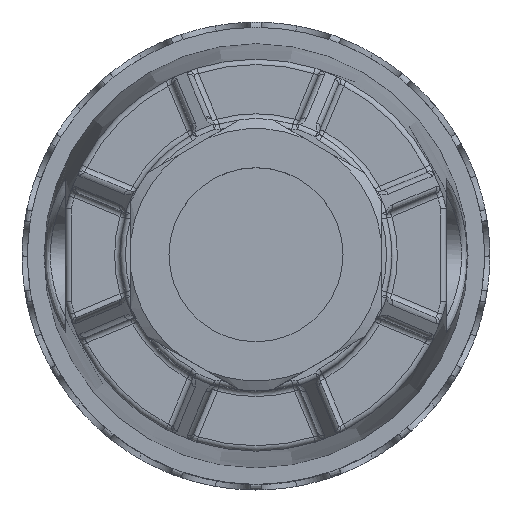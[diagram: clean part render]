
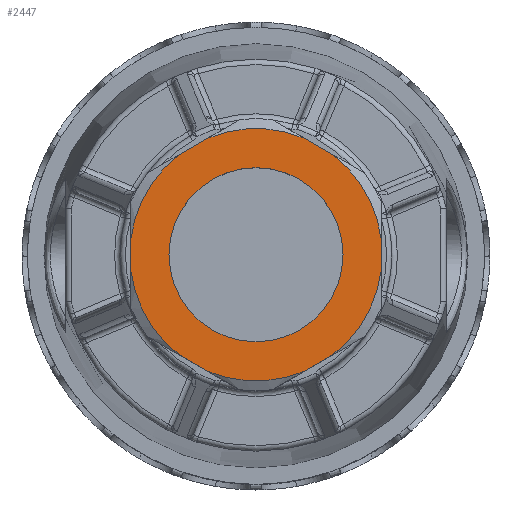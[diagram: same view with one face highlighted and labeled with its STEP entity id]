
A CAD part, top view. The second image highlights one B-rep face of the part: STEP entity #2447.
In plain terms, the highlighted planar face has unit normal (0, 0, 1).
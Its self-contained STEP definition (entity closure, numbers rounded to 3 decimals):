
#465=FACE_BOUND('',#4976,.T.);
#466=FACE_BOUND('',#4977,.T.);
#1035=CIRCLE('',#20956,11.6);
#1036=CIRCLE('',#20958,11.6);
#1038=CIRCLE('',#20962,11.6);
#1040=CIRCLE('',#20966,11.6);
#1042=CIRCLE('',#20970,11.6);
#1044=CIRCLE('',#20974,11.6);
#1045=CIRCLE('',#20976,8.);
#1695=PLANE('',#20977);
#2447=ADVANCED_FACE('',(#465,#466),#1695,.T.);
#4976=EDGE_LOOP('',(#8215,#8216,#8217,#8218,#8219,#8220,#8221,#8222,#8223,
#8224,#8225,#8226));
#4977=EDGE_LOOP('',(#8227));
#8215=ORIENTED_EDGE('',*,*,#15083,.F.);
#8216=ORIENTED_EDGE('',*,*,#15056,.T.);
#8217=ORIENTED_EDGE('',*,*,#15084,.F.);
#8218=ORIENTED_EDGE('',*,*,#15062,.T.);
#8219=ORIENTED_EDGE('',*,*,#15085,.F.);
#8220=ORIENTED_EDGE('',*,*,#15068,.T.);
#8221=ORIENTED_EDGE('',*,*,#15086,.F.);
#8222=ORIENTED_EDGE('',*,*,#15074,.T.);
#8223=ORIENTED_EDGE('',*,*,#15087,.F.);
#8224=ORIENTED_EDGE('',*,*,#15080,.T.);
#8225=ORIENTED_EDGE('',*,*,#15088,.F.);
#8226=ORIENTED_EDGE('',*,*,#15054,.T.);
#8227=ORIENTED_EDGE('',*,*,#15089,.T.);
#12792=VERTEX_POINT('',#30720);
#12793=VERTEX_POINT('',#30722);
#12794=VERTEX_POINT('',#30729);
#12795=VERTEX_POINT('',#30730);
#12798=VERTEX_POINT('',#30747);
#12799=VERTEX_POINT('',#30748);
#12802=VERTEX_POINT('',#30765);
#12803=VERTEX_POINT('',#30766);
#12806=VERTEX_POINT('',#30783);
#12807=VERTEX_POINT('',#30784);
#12810=VERTEX_POINT('',#30801);
#12811=VERTEX_POINT('',#30802);
#12812=VERTEX_POINT('',#30819);
#15054=EDGE_CURVE('',#12793,#12792,#1035,.T.);
#15056=EDGE_CURVE('',#12794,#12795,#1036,.T.);
#15062=EDGE_CURVE('',#12798,#12799,#1038,.T.);
#15068=EDGE_CURVE('',#12802,#12803,#1040,.T.);
#15074=EDGE_CURVE('',#12806,#12807,#1042,.T.);
#15080=EDGE_CURVE('',#12810,#12811,#1044,.T.);
#15083=EDGE_CURVE('',#12794,#12792,#17525,.T.);
#15084=EDGE_CURVE('',#12798,#12795,#17526,.T.);
#15085=EDGE_CURVE('',#12802,#12799,#17527,.T.);
#15086=EDGE_CURVE('',#12806,#12803,#17528,.T.);
#15087=EDGE_CURVE('',#12810,#12807,#17529,.T.);
#15088=EDGE_CURVE('',#12793,#12811,#17530,.T.);
#15089=EDGE_CURVE('',#12812,#12812,#1045,.T.);
#17525=LINE('',#30812,#19152);
#17526=LINE('',#30813,#19153);
#17527=LINE('',#30814,#19154);
#17528=LINE('',#30815,#19155);
#17529=LINE('',#30816,#19156);
#17530=LINE('',#30817,#19157);
#19152=VECTOR('',#23954,1.);
#19153=VECTOR('',#23955,1.);
#19154=VECTOR('',#23956,1.);
#19155=VECTOR('',#23957,1.);
#19156=VECTOR('',#23958,1.);
#19157=VECTOR('',#23959,1.);
#20956=AXIS2_PLACEMENT_3D('',#30721,#23906,#23907);
#20958=AXIS2_PLACEMENT_3D('',#30728,#23910,#23911);
#20962=AXIS2_PLACEMENT_3D('',#30746,#23920,#23921);
#20966=AXIS2_PLACEMENT_3D('',#30764,#23930,#23931);
#20970=AXIS2_PLACEMENT_3D('',#30782,#23940,#23941);
#20974=AXIS2_PLACEMENT_3D('',#30800,#23950,#23951);
#20976=AXIS2_PLACEMENT_3D('',#30818,#23960,#23961);
#20977=AXIS2_PLACEMENT_3D('',#30820,#23962,#23963);
#23906=DIRECTION('',(0.,0.,1.));
#23907=DIRECTION('',(-0.5,-0.866,0.));
#23910=DIRECTION('',(0.,0.,1.));
#23911=DIRECTION('',(-0.5,-0.866,0.));
#23920=DIRECTION('',(0.,0.,1.));
#23921=DIRECTION('',(-0.5,-0.866,0.));
#23930=DIRECTION('',(0.,0.,1.));
#23931=DIRECTION('',(-0.5,-0.866,0.));
#23940=DIRECTION('',(0.,0.,1.));
#23941=DIRECTION('',(-0.5,-0.866,0.));
#23950=DIRECTION('',(0.,0.,1.));
#23951=DIRECTION('',(-0.5,-0.866,0.));
#23954=DIRECTION('',(0.,-1.,0.));
#23955=DIRECTION('',(0.866,-0.5,0.));
#23956=DIRECTION('',(0.866,0.5,0.));
#23957=DIRECTION('',(0.,1.,0.));
#23958=DIRECTION('',(-0.866,0.5,0.));
#23959=DIRECTION('',(-0.866,-0.5,0.));
#23960=DIRECTION('',(0.,0.,-1.));
#23961=DIRECTION('',(0.5,0.866,0.));
#23962=DIRECTION('',(0.,0.,1.));
#23963=DIRECTION('',(-0.5,-0.866,0.));
#30720=CARTESIAN_POINT('',(11.5,-1.52,92.));
#30721=CARTESIAN_POINT('',(0.,0.,92.));
#30722=CARTESIAN_POINT('',(7.066,-9.199,92.));
#30728=CARTESIAN_POINT('',(0.,0.,92.));
#30729=CARTESIAN_POINT('',(11.5,1.52,92.));
#30730=CARTESIAN_POINT('',(7.066,9.199,92.));
#30746=CARTESIAN_POINT('',(0.,0.,92.));
#30747=CARTESIAN_POINT('',(4.434,10.719,92.));
#30748=CARTESIAN_POINT('',(-4.434,10.719,92.));
#30764=CARTESIAN_POINT('',(0.,0.,92.));
#30765=CARTESIAN_POINT('',(-7.066,9.199,92.));
#30766=CARTESIAN_POINT('',(-11.5,1.52,92.));
#30782=CARTESIAN_POINT('',(0.,0.,92.));
#30783=CARTESIAN_POINT('',(-11.5,-1.52,92.));
#30784=CARTESIAN_POINT('',(-7.066,-9.199,92.));
#30800=CARTESIAN_POINT('',(0.,0.,92.));
#30801=CARTESIAN_POINT('',(-4.434,-10.719,92.));
#30802=CARTESIAN_POINT('',(4.434,-10.719,92.));
#30812=CARTESIAN_POINT('',(11.5,4.899,92.));
#30813=CARTESIAN_POINT('',(1.507,12.409,92.));
#30814=CARTESIAN_POINT('',(-9.993,7.51,92.));
#30815=CARTESIAN_POINT('',(-11.5,-4.899,92.));
#30816=CARTESIAN_POINT('',(-1.507,-12.409,92.));
#30817=CARTESIAN_POINT('',(9.993,-7.51,92.));
#30818=CARTESIAN_POINT('',(0.,0.,92.));
#30819=CARTESIAN_POINT('',(4.,6.928,92.));
#30820=CARTESIAN_POINT('',(6.25,10.825,92.));
